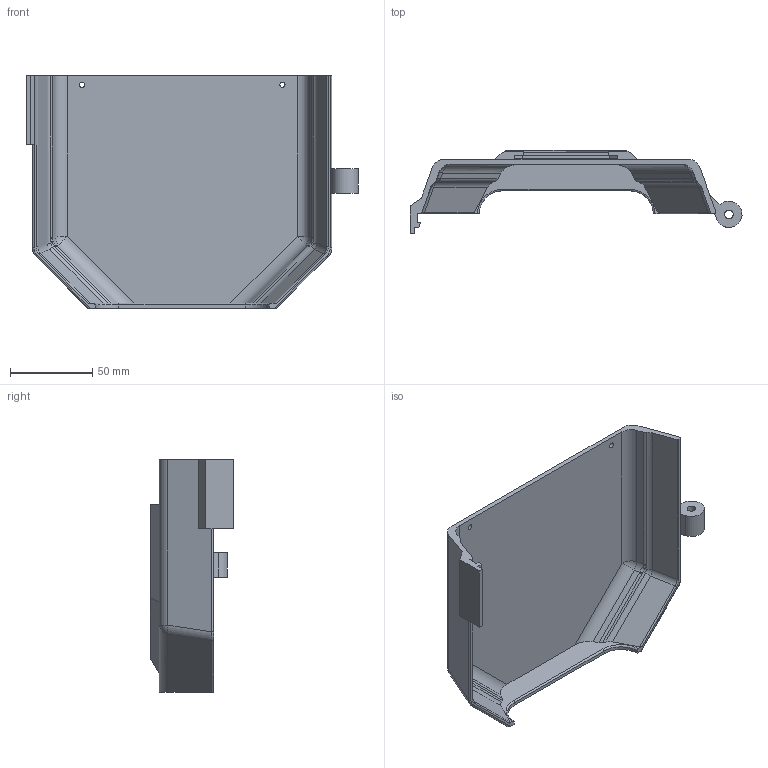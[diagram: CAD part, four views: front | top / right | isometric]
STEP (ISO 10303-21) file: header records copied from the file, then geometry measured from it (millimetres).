
FILE_DESCRIPTION(('FreeCAD Model'),'2;1');
FILE_NAME( 'LowerFront.step', '2018-03-19T19:35:30',('Author'),(''), 'Open CASCADE STEP processor 6.9','FreeCAD','Unknown');
FILE_SCHEMA(('AUTOMOTIVE_DESIGN_CC2 { 1 2 10303 214 -1 1 5 4 }'));
Length unit declared in the file: millimetre
Products named in the file (2): ASSEMBLY; LowerFront
Assembly tree (1 placements, depth 2):
  ASSEMBLY
    LowerFront
Bounding box: 201.99 x 50.8 x 141.5 mm (x, y, z)
Volume: 128889.4 mm3; surface area: 72095.9 mm2
Topology: 1 solids, 1 shells, 126 faces, 330 edges, 203 vertices
Faces by surface type: plane 67, cylinder 37, bspline 16, sphere 4, torus 2
Full cylindrical faces by diameter (mm): 5.2 x1
Entity records: 12087 total; most frequent: CARTESIAN_POINT 5848, DIRECTION 1070, LINE 709, VECTOR 709, ORIENTED_EDGE 652, PCURVE 652, DEFINITIONAL_REPRESENTATION 652, EDGE_CURVE 326
